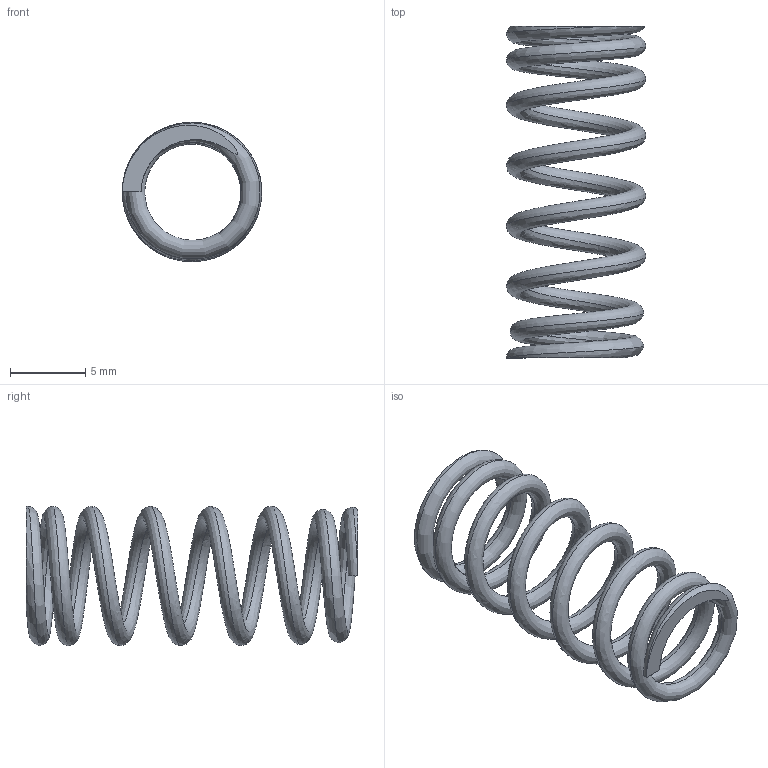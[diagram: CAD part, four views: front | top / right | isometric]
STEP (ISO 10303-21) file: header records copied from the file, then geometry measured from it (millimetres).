
FILE_DESCRIPTION (( 'STEP AP203' ), '1' );
FILE_NAME ('1961-A-detailed.STEP', '2015-04-22T14:40:07', ( '' ), ( '' ), 'SwSTEP 2.0', 'SolidWorks 2014', '' );
FILE_SCHEMA (( 'CONFIG_CONTROL_DESIGN' ));
Length unit declared in the file: millimetre
Products named in the file (1): 1961-A-detailed
Bounding box: 9.25 x 22 x 9.25 mm (x, y, z)
Volume: 216.1 mm3; surface area: 721.6 mm2
Topology: 1 solids, 1 shells, 6 faces, 10 edges, 6 vertices
Faces by surface type: plane 4, bspline 2
Entity records: 3215 total; most frequent: CARTESIAN_POINT 3039, ORIENTED_EDGE 20, DIRECTION 16, EDGE_CURVE 10, PERSON_AND_ORGANIZATION 8, AXIS2_PLACEMENT_3D 7, ADVANCED_FACE 6, EDGE_LOOP 6
